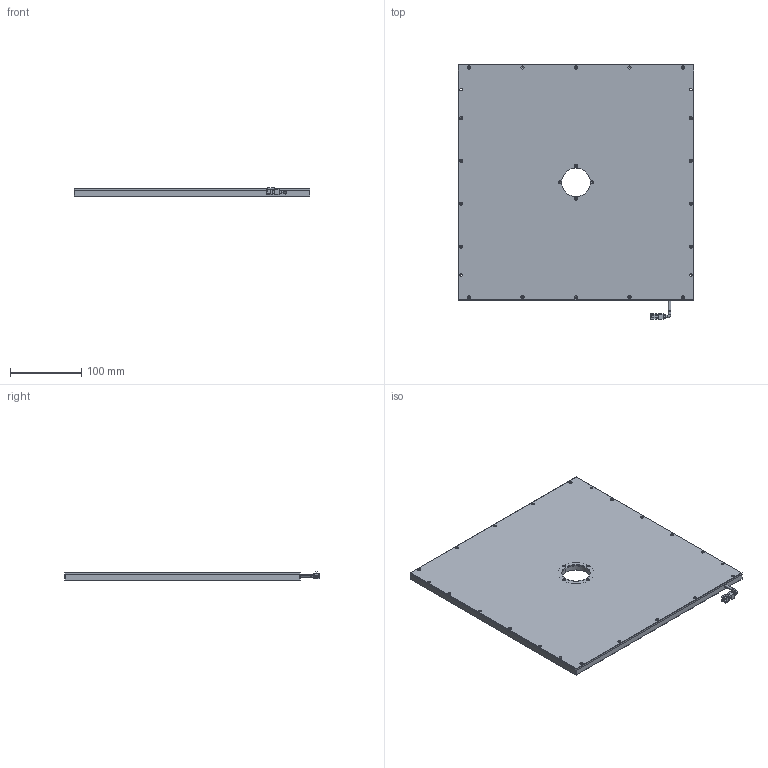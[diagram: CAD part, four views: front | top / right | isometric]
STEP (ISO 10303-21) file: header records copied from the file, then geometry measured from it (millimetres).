
FILE_DESCRIPTION (( 'STEP AP214' ), '1' );
FILE_NAME ('660604-W.STEP', '2019-03-22T07:11:50', ( '' ), ( '' ), 'SwSTEP 2.0', 'SolidWorks 2016', '' );
FILE_SCHEMA (( 'AUTOMOTIVE_DESIGN' ));
Length unit declared in the file: millimetre
Products named in the file (1): 660604-W
Bounding box: 330 x 357 x 12.4 mm (x, y, z)
Volume: 1052591.1 mm3; surface area: 509529.3 mm2
Topology: 7 solids, 7 shells, 773 faces, 1905 edges, 1220 vertices
Faces by surface type: plane 442, cylinder 178, cone 92, bspline 61
Entity records: 30574 total; most frequent: CARTESIAN_POINT 4894, ORIENTED_EDGE 3738, DIRECTION 3601, EDGE_CURVE 1869, VECTOR 1327, LINE 1327, VERTEX_POINT 1220, AXIS2_PLACEMENT_3D 1137
